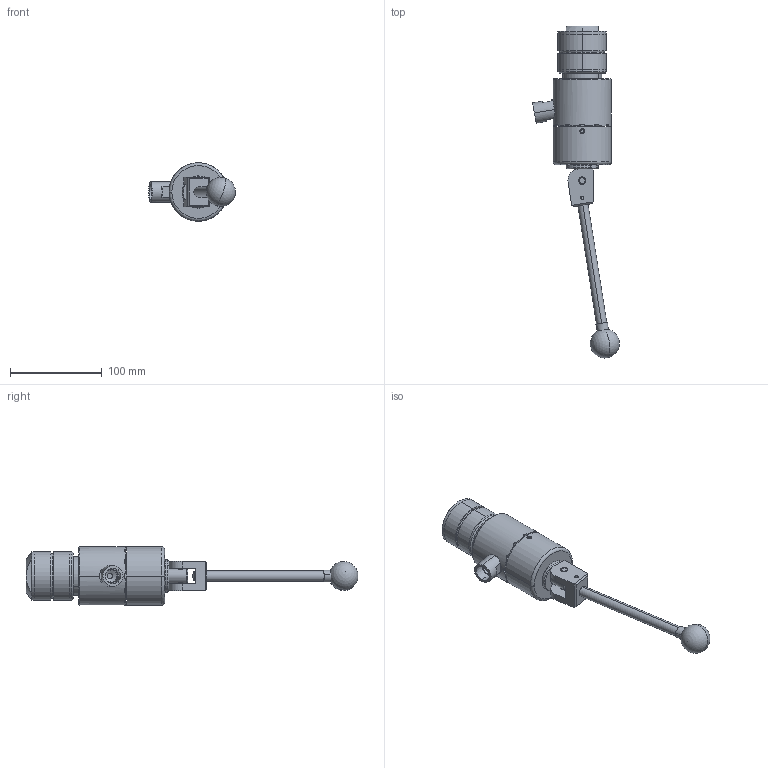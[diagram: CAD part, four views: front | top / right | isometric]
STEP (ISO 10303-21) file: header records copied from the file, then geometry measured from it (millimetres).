
FILE_DESCRIPTION (( 'STEP AP214' ), '1' );
FILE_NAME ('CTSC-003621.STEP', '2025-05-30T17:56:54', ( '' ), ( '' ), 'SwSTEP 2.0', 'SolidWorks 2023', '' );
FILE_SCHEMA (( 'AUTOMOTIVE_DESIGN' ));
Length unit declared in the file: inch
Products named in the file (1): CTSC-003621
Bounding box: 94.33 x 360.99 x 63.5 mm (x, y, z)
Volume: 443683.1 mm3; surface area: 87548.9 mm2
Topology: 10 solids, 11 shells, 308 faces, 743 edges, 469 vertices
Faces by surface type: cylinder 127, plane 110, cone 46, torus 20, bspline 3, sphere 2
Entity records: 14907 total; most frequent: CARTESIAN_POINT 3821, DIRECTION 1490, ORIENTED_EDGE 1468, EDGE_CURVE 734, AXIS2_PLACEMENT_3D 614, VERTEX_POINT 466, EDGE_LOOP 346, DIMENSIONAL_EXPONENTS 309
